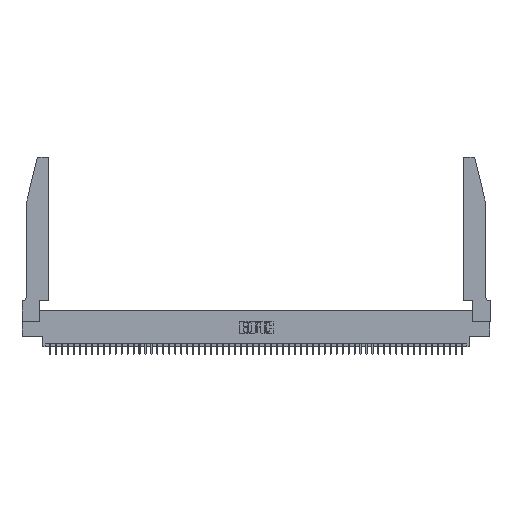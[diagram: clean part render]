
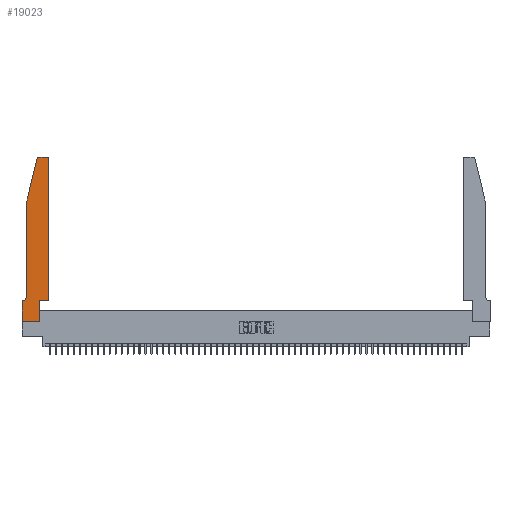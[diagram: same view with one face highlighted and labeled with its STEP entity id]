
A CAD part, top view. The second image highlights one B-rep face of the part: STEP entity #19023.
In plain terms, the highlighted planar face has unit normal (0, 0, 1).
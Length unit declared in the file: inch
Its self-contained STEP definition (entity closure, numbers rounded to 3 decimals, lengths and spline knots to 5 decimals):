
#80 = AXIS2_PLACEMENT_3D ( 'NONE', #32552, #35682, #53619 ) ;
#750 = DIRECTION ( 'NONE',  ( 1., 0., 0. ) ) ;
#1283 = CARTESIAN_POINT ( 'NONE',  ( 0.2865, 0.35, 0.37 ) ) ;
#1759 = CARTESIAN_POINT ( 'NONE',  ( 0., 0., 0.37 ) ) ;
#1767 = ORIENTED_EDGE ( 'NONE', *, *, #2912, .T. ) ;
#2182 = AXIS2_PLACEMENT_3D ( 'NONE', #6872, #15672, #54631 ) ;
#2912 = EDGE_CURVE ( 'NONE', #39656, #54956, #20988, .T. ) ;
#3206 = LINE ( 'NONE', #7456, #6235 ) ;
#6004 = VERTEX_POINT ( 'NONE', #21726 ) ;
#6115 = DIRECTION ( 'NONE',  ( 0., 0., -1. ) ) ;
#6235 = VECTOR ( 'NONE', #51236, 39.37008 ) ;
#6872 = CARTESIAN_POINT ( 'NONE',  ( 0., 0.35, 0.37 ) ) ;
#7050 = EDGE_CURVE ( 'NONE', #42112, #40375, #7340, .T. ) ;
#7340 = CIRCLE ( 'NONE', #80, 0.03 ) ;
#7350 = CARTESIAN_POINT ( 'NONE',  ( 0., 0., 0.37 ) ) ;
#7456 = CARTESIAN_POINT ( 'NONE',  ( 0.0755, 0.35, 0.37 ) ) ;
#7582 = VERTEX_POINT ( 'NONE', #28489 ) ;
#8004 = VERTEX_POINT ( 'NONE', #42067 ) ;
#9061 = CARTESIAN_POINT ( 'NONE',  ( 0.4505, 2.72, 0.37 ) ) ;
#9173 = AXIS2_PLACEMENT_3D ( 'NONE', #49307, #6115, #23435 ) ;
#10608 = CARTESIAN_POINT ( 'NONE',  ( 0.0755, 2., 0.37 ) ) ;
#12519 = EDGE_CURVE ( 'NONE', #6004, #21981, #47406, .T. ) ;
#12728 = DIRECTION ( 'NONE',  ( 0., -1., 0. ) ) ;
#12894 = CARTESIAN_POINT ( 'NONE',  ( 0.2865, 0., 0.37 ) ) ;
#13634 = CIRCLE ( 'NONE', #9173, 0.07 ) ;
#14643 = EDGE_CURVE ( 'NONE', #54956, #7582, #27230, .T. ) ;
#14939 = EDGE_CURVE ( 'NONE', #29657, #42799, #13634, .T. ) ;
#14949 = DIRECTION ( 'NONE',  ( 1., 0., 0. ) ) ;
#15209 = VERTEX_POINT ( 'NONE', #12894 ) ;
#15476 = VECTOR ( 'NONE', #14949, 39.37008 ) ;
#15672 = DIRECTION ( 'NONE',  ( 0., 0., 1. ) ) ;
#15929 = VERTEX_POINT ( 'NONE', #20651 ) ;
#17722 = CARTESIAN_POINT ( 'NONE',  ( 0.0755, 2., 0.37 ) ) ;
#17936 = ORIENTED_EDGE ( 'NONE', *, *, #29968, .T. ) ;
#18548 = CARTESIAN_POINT ( 'NONE',  ( 0.2605, 2.75, 0.37 ) ) ;
#19023 = ADVANCED_FACE ( 'NONE', ( #24745 ), #54072, .T. ) ;
#19159 = DIRECTION ( 'NONE',  ( 0., 1., 0. ) ) ;
#19393 = DIRECTION ( 'NONE',  ( -0.239, -0.971, 0. ) ) ;
#19481 = LINE ( 'NONE', #28276, #15476 ) ;
#19727 = CARTESIAN_POINT ( 'NONE',  ( 0.0055, 0.35, 0.37 ) ) ;
#20651 = CARTESIAN_POINT ( 'NONE',  ( 0.2865, 0.35, 0.37 ) ) ;
#20988 = LINE ( 'NONE', #55700, #48550 ) ;
#21726 = CARTESIAN_POINT ( 'NONE',  ( 0., 0.35, 0.37 ) ) ;
#21981 = VERTEX_POINT ( 'NONE', #1759 ) ;
#22952 = ORIENTED_EDGE ( 'NONE', *, *, #44420, .T. ) ;
#23435 = DIRECTION ( 'NONE',  ( -1., 0., 0. ) ) ;
#24668 = DIRECTION ( 'NONE',  ( 1., 0., 0. ) ) ;
#24745 = FACE_OUTER_BOUND ( 'NONE', #55118, .T. ) ;
#25447 = VECTOR ( 'NONE', #12728, 39.37008 ) ;
#26420 = VECTOR ( 'NONE', #19393, 39.37008 ) ;
#26608 = EDGE_CURVE ( 'NONE', #42799, #6004, #3206, .T. ) ;
#27230 = CIRCLE ( 'NONE', #29955, 0.03 ) ;
#28001 = ORIENTED_EDGE ( 'NONE', *, *, #7050, .T. ) ;
#28276 = CARTESIAN_POINT ( 'NONE',  ( 0.4505, 0.35, 0.37 ) ) ;
#28489 = CARTESIAN_POINT ( 'NONE',  ( 0.4205, 2.75, 0.37 ) ) ;
#29657 = VERTEX_POINT ( 'NONE', #49782 ) ;
#29955 = AXIS2_PLACEMENT_3D ( 'NONE', #34270, #51650, #750 ) ;
#29968 = EDGE_CURVE ( 'NONE', #8004, #29657, #53231, .T. ) ;
#31312 = ORIENTED_EDGE ( 'NONE', *, *, #14643, .T. ) ;
#32552 = CARTESIAN_POINT ( 'NONE',  ( 0.284, 2.72, 0.37 ) ) ;
#32556 = VECTOR ( 'NONE', #54096, 39.37008 ) ;
#34027 = ORIENTED_EDGE ( 'NONE', *, *, #51548, .T. ) ;
#34270 = CARTESIAN_POINT ( 'NONE',  ( 0.4205, 2.72, 0.37 ) ) ;
#35159 = CARTESIAN_POINT ( 'NONE',  ( 0., 0., 0.37 ) ) ;
#35375 = LINE ( 'NONE', #1283, #38378 ) ;
#35682 = DIRECTION ( 'NONE',  ( 0., 0., 1. ) ) ;
#37597 = CARTESIAN_POINT ( 'NONE',  ( 0.25487, 2.72718, 0.37 ) ) ;
#38378 = VECTOR ( 'NONE', #19159, 39.37008 ) ;
#39656 = VERTEX_POINT ( 'NONE', #47175 ) ;
#40375 = VERTEX_POINT ( 'NONE', #37597 ) ;
#41271 = EDGE_CURVE ( 'NONE', #21981, #15209, #50560, .T. ) ;
#42067 = CARTESIAN_POINT ( 'NONE',  ( 0.0755, 2., 0.37 ) ) ;
#42112 = VERTEX_POINT ( 'NONE', #49861 ) ;
#42799 = VERTEX_POINT ( 'NONE', #19727 ) ;
#43845 = DIRECTION ( 'NONE',  ( 0., -1., 0. ) ) ;
#44354 = VECTOR ( 'NONE', #24668, 39.37008 ) ;
#44420 = EDGE_CURVE ( 'NONE', #7582, #42112, #53249, .T. ) ;
#46408 = ORIENTED_EDGE ( 'NONE', *, *, #12519, .T. ) ;
#46415 = ORIENTED_EDGE ( 'NONE', *, *, #41271, .T. ) ;
#47175 = CARTESIAN_POINT ( 'NONE',  ( 0.4505, 0.35, 0.37 ) ) ;
#47406 = LINE ( 'NONE', #35159, #25447 ) ;
#47488 = EDGE_CURVE ( 'NONE', #40375, #8004, #49555, .T. ) ;
#48233 = EDGE_CURVE ( 'NONE', #15929, #39656, #19481, .T. ) ;
#48550 = VECTOR ( 'NONE', #55420, 39.37008 ) ;
#49165 = ORIENTED_EDGE ( 'NONE', *, *, #14939, .T. ) ;
#49307 = CARTESIAN_POINT ( 'NONE',  ( 0.0055, 0.42, 0.37 ) ) ;
#49555 = LINE ( 'NONE', #10608, #26420 ) ;
#49782 = CARTESIAN_POINT ( 'NONE',  ( 0.0755, 0.42, 0.37 ) ) ;
#49861 = CARTESIAN_POINT ( 'NONE',  ( 0.284, 2.75, 0.37 ) ) ;
#50560 = LINE ( 'NONE', #7350, #44354 ) ;
#51236 = DIRECTION ( 'NONE',  ( -1., 0., 0. ) ) ;
#51548 = EDGE_CURVE ( 'NONE', #15209, #15929, #35375, .T. ) ;
#51650 = DIRECTION ( 'NONE',  ( 0., 0., 1. ) ) ;
#51770 = ORIENTED_EDGE ( 'NONE', *, *, #47488, .T. ) ;
#52698 = ORIENTED_EDGE ( 'NONE', *, *, #26608, .T. ) ;
#52935 = ORIENTED_EDGE ( 'NONE', *, *, #48233, .T. ) ;
#53231 = LINE ( 'NONE', #17722, #55635 ) ;
#53249 = LINE ( 'NONE', #18548, #32556 ) ;
#53619 = DIRECTION ( 'NONE',  ( 1., 0., 0. ) ) ;
#54072 = PLANE ( 'NONE',  #2182 ) ;
#54096 = DIRECTION ( 'NONE',  ( -1., 0., 0. ) ) ;
#54631 = DIRECTION ( 'NONE',  ( 1., 0., 0. ) ) ;
#54956 = VERTEX_POINT ( 'NONE', #9061 ) ;
#55118 = EDGE_LOOP ( 'NONE', ( #22952, #28001, #51770, #17936, #49165, #52698, #46408, #46415, #34027, #52935, #1767, #31312 ) ) ;
#55420 = DIRECTION ( 'NONE',  ( 0., 1., 0. ) ) ;
#55635 = VECTOR ( 'NONE', #43845, 39.37008 ) ;
#55700 = CARTESIAN_POINT ( 'NONE',  ( 0.4505, 0.35, 0.37 ) ) ;
